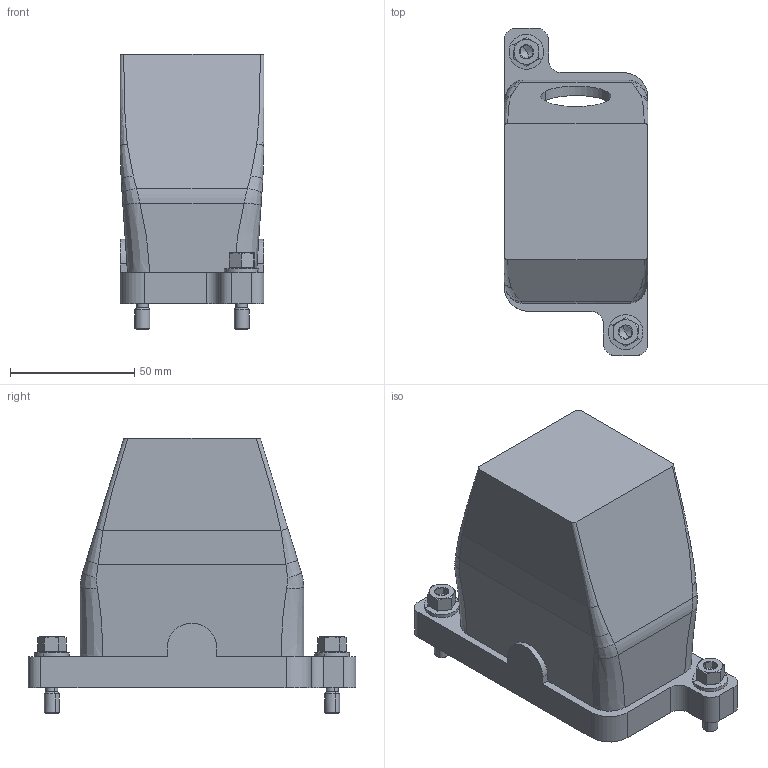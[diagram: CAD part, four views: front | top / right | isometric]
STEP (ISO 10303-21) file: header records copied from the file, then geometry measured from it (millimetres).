
FILE_DESCRIPTION(('CATIA V5 STEP Exchange','CAx-IF Rec.Pracs.--- Model Styling and Organization---1.4--- 2014-01-23'),'2;1');
FILE_NAME ('005912-3_1', '2019-07-25T13:50:37+00:00', ('none'), ('Weidmueller'), 'CATIA Version 5-6 Release 2016 SP3 HF44', 'CATIA V5 STEP AP214', 'none');
FILE_SCHEMA(('AUTOMOTIVE_DESIGN { 1 0 10303 214 1 1 1 1 }'));
Length unit declared in the file: millimetre
Products named in the file (1): 1082570000
Bounding box: 58 x 132 x 111 mm (x, y, z)
Volume: 161340.1 mm3; surface area: 69739.8 mm2
Topology: 3 solids, 3 shells, 358 faces, 858 edges, 514 vertices
Faces by surface type: cone 118, plane 100, cylinder 92, bspline 20, sphere 20, torus 8
Entity records: 13075 total; most frequent: CARTESIAN_POINT 5733, ORIENTED_EDGE 1692, DIRECTION 1132, EDGE_CURVE 846, VERTEX_POINT 514, AXIS2_PLACEMENT_3D 507, EDGE_LOOP 384, VECTOR 362
